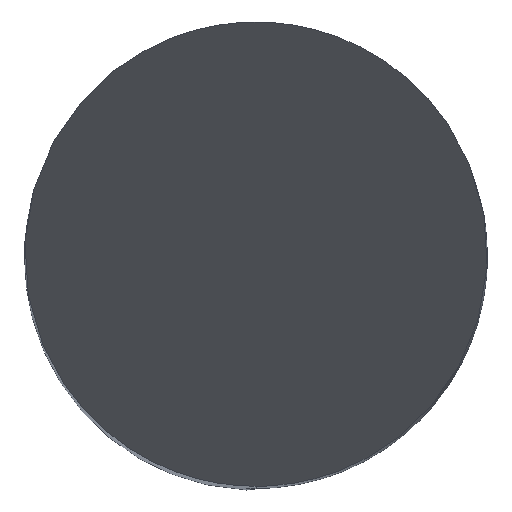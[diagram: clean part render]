
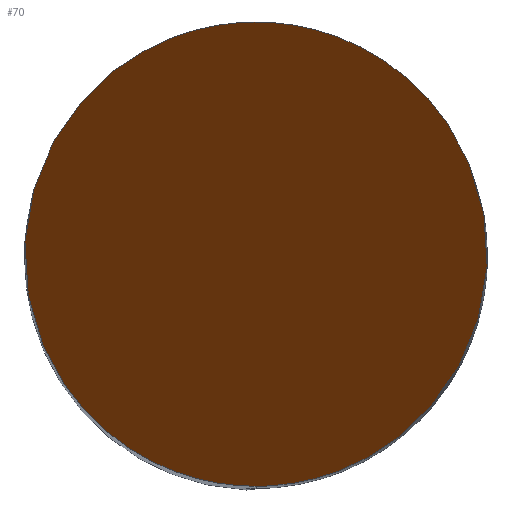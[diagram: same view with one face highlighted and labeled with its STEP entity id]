
A CAD part, top view. The second image highlights one B-rep face of the part: STEP entity #70.
In plain terms, the highlighted planar face has unit normal (0, -0.866, 0.5).
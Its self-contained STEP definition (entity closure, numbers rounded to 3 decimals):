
#51=PLANE('',#504);
#70=ADVANCED_FACE('',(#101),#51,.F.);
#101=FACE_OUTER_BOUND('',#126,.T.);
#126=EDGE_LOOP('',(#245,#246));
#245=ORIENTED_EDGE('',*,*,#378,.F.);
#246=ORIENTED_EDGE('',*,*,#395,.F.);
#337=VERTEX_POINT('',#645);
#338=VERTEX_POINT('',#646);
#378=EDGE_CURVE('',#337,#338,#448,.T.);
#395=EDGE_CURVE('',#338,#337,#452,.T.);
#448=(
BOUNDED_CURVE()
B_SPLINE_CURVE(3,(#641,#642,#643,#644),.UNSPECIFIED.,.F.,.F.)
B_SPLINE_CURVE_WITH_KNOTS((4,4),(0.,1.),.UNSPECIFIED.)
CURVE()
GEOMETRIC_REPRESENTATION_ITEM()
RATIONAL_B_SPLINE_CURVE((1.,0.333,0.333,1.))
REPRESENTATION_ITEM('')
);
#452=(
BOUNDED_CURVE()
B_SPLINE_CURVE(3,(#707,#708,#709,#710),.UNSPECIFIED.,.F.,.F.)
B_SPLINE_CURVE_WITH_KNOTS((4,4),(0.,1.),.UNSPECIFIED.)
CURVE()
GEOMETRIC_REPRESENTATION_ITEM()
RATIONAL_B_SPLINE_CURVE((1.,0.333,0.333,1.))
REPRESENTATION_ITEM('')
);
#504=AXIS2_PLACEMENT_3D('',#767,#552,#553);
#552=DIRECTION('',(0.,0.866,-0.5));
#553=DIRECTION('',(0.,-0.5,-0.866));
#641=CARTESIAN_POINT('',(0.,-3.,-5.196));
#642=CARTESIAN_POINT('',(-6.,-3.,-5.196));
#643=CARTESIAN_POINT('',(-6.,3.,5.196));
#644=CARTESIAN_POINT('',(0.,3.,5.196));
#645=CARTESIAN_POINT('',(0.,-3.,-5.196));
#646=CARTESIAN_POINT('',(0.,3.,5.196));
#707=CARTESIAN_POINT('',(0.,3.,5.196));
#708=CARTESIAN_POINT('',(6.,3.,5.196));
#709=CARTESIAN_POINT('',(6.,-3.,-5.196));
#710=CARTESIAN_POINT('',(0.,-3.,-5.196));
#767=CARTESIAN_POINT('',(3.25,-3.,-5.196));
